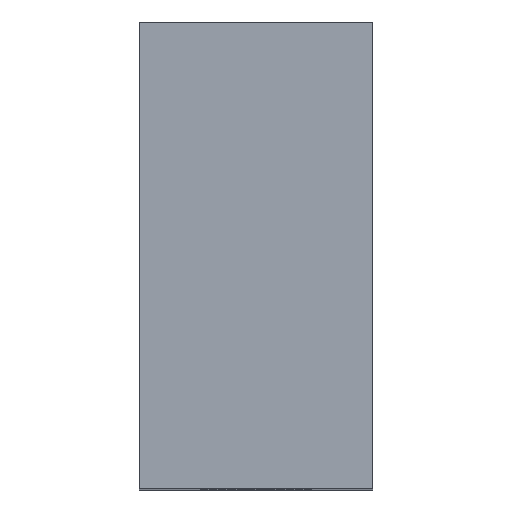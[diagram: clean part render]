
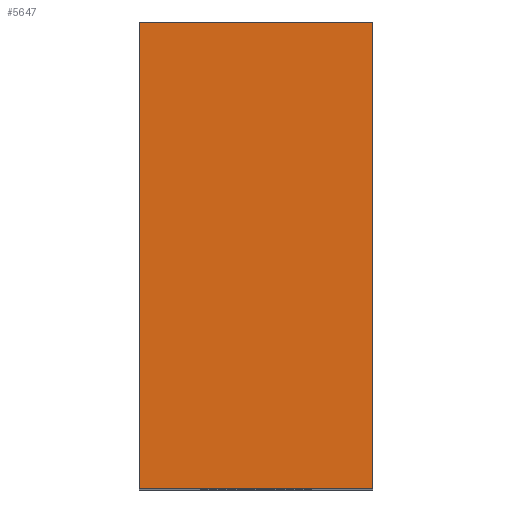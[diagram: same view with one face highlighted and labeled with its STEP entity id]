
A CAD part, top view. The second image highlights one B-rep face of the part: STEP entity #5647.
In plain terms, the highlighted planar face has unit normal (0, 0, 1).
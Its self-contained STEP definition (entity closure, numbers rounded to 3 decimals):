
#40 = ORIENTED_EDGE ( 'NONE', *, *, #5180, .T. ) ;
#89 = ORIENTED_EDGE ( 'NONE', *, *, #136, .F. ) ;
#136 = EDGE_CURVE ( 'NONE', #159, #5096, #816, .T. ) ;
#159 = VERTEX_POINT ( 'NONE', #890 ) ;
#205 = ORIENTED_EDGE ( 'NONE', *, *, #244, .F. ) ;
#244 = EDGE_CURVE ( 'NONE', #273, #159, #1214, .T. ) ;
#273 = VERTEX_POINT ( 'NONE', #1286 ) ;
#334 = ORIENTED_EDGE ( 'NONE', *, *, #612, .F. ) ;
#612 = EDGE_CURVE ( 'NONE', #5213, #273, #1680, .T. ) ;
#816 = LINE ( 'NONE', #817, #818 ) ;
#817 = CARTESIAN_POINT ( 'NONE',  ( -9., 18., 25. ) ) ;
#818 = VECTOR ( 'NONE', #819, 1000. ) ;
#819 = DIRECTION ( 'NONE',  ( 1., 0., 0. ) ) ;
#890 = CARTESIAN_POINT ( 'NONE',  ( -9., 18., 25. ) ) ;
#1214 = LINE ( 'NONE', #1215, #1216 ) ;
#1215 = CARTESIAN_POINT ( 'NONE',  ( -9., -18., 25. ) ) ;
#1216 = VECTOR ( 'NONE', #1217, 1000. ) ;
#1217 = DIRECTION ( 'NONE',  ( 0., 1., 0. ) ) ;
#1286 = CARTESIAN_POINT ( 'NONE',  ( -9., -18., 25. ) ) ;
#1680 = LINE ( 'NONE', #1681, #1682 ) ;
#1681 = CARTESIAN_POINT ( 'NONE',  ( 9., -18., 25. ) ) ;
#1682 = VECTOR ( 'NONE', #1683, 1000. ) ;
#1683 = DIRECTION ( 'NONE',  ( -1., 0., 0. ) ) ;
#2478 = CARTESIAN_POINT ( 'NONE',  ( 9., 18., 25. ) ) ;
#2522 = FACE_OUTER_BOUND ( 'NONE', #5691, .T. ) ;
#2523 = PLANE ( 'NONE',  #2524 ) ;
#2524 = AXIS2_PLACEMENT_3D ( 'NONE', #2525, #2526, #2527 ) ;
#2525 = CARTESIAN_POINT ( 'NONE',  ( 0., 0., 25. ) ) ;
#2526 = DIRECTION ( 'NONE',  ( 0., 0., 1. ) ) ;
#2527 = DIRECTION ( 'NONE',  ( 1., 0., 0. ) ) ;
#2997 = LINE ( 'NONE', #2998, #2999 ) ;
#2998 = CARTESIAN_POINT ( 'NONE',  ( 9., 0., 25. ) ) ;
#2999 = VECTOR ( 'NONE', #3000, 1000. ) ;
#3000 = DIRECTION ( 'NONE',  ( 0., 1., 0. ) ) ;
#3096 = CARTESIAN_POINT ( 'NONE',  ( 9., -18., 25. ) ) ;
#5096 = VERTEX_POINT ( 'NONE', #2478 ) ;
#5180 = EDGE_CURVE ( 'NONE', #5213, #5096, #2997, .T. ) ;
#5213 = VERTEX_POINT ( 'NONE', #3096 ) ;
#5647 = ADVANCED_FACE ( 'NONE', ( #2522 ), #2523, .T. ) ;
#5691 = EDGE_LOOP ( 'NONE', ( #40, #89, #205, #334 ) ) ;
